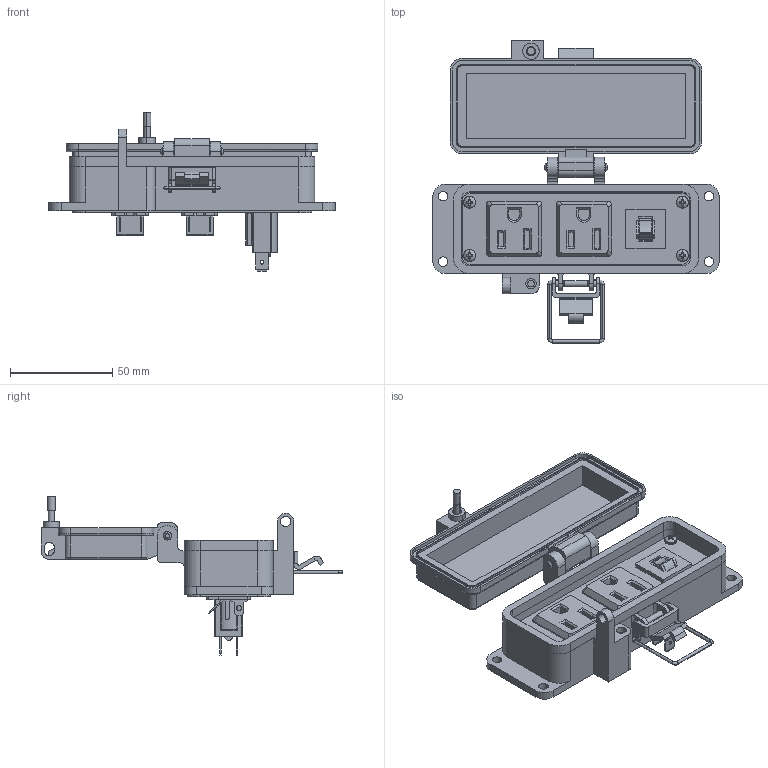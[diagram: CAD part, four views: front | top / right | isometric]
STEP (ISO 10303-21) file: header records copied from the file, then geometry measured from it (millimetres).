
FILE_DESCRIPTION (( 'STEP AP203' ), '1' );
FILE_NAME ('P-XX-H3RR5_3D.STEP', '2022-07-19T14:27:28', ( '' ), ( '' ), 'SwSTEP 2.0', 'SolidWorks 2021', '' );
FILE_SCHEMA (( 'CONFIG_CONTROL_DESIGN' ));
Length unit declared in the file: millimetre
Products named in the file (10): 92005A124_METRIC PAN HEAD PHILLIPS MACHINE SCREW_92005A124; Z-H-H3_B; -H3; Z-200-OTLT-R0SQ; P-XX-H3RR5_3D; Z-CB-SM; P-XX-H3RR5_FP060_1; R; P-XX-H3RR5_BP180_1; CBX
Assembly tree (13 placements, depth 3):
  P-XX-H3RR5_3D
    -H3
      Z-H-H3_B
    P-XX-H3RR5_BP180_1
    P-XX-H3RR5_FP060_1
    R  x2
      Z-200-OTLT-R0SQ
    CBX
      Z-CB-SM
    92005A124_METRIC PAN HEAD PHILLIPS MACHINE SCREW_92005A124  x4
Bounding box: 140 x 147.61 x 77.73 mm (x, y, z)
Volume: 115900.4 mm3; surface area: 85082.4 mm2
Topology: 17 solids, 17 shells, 1654 faces, 4652 edges, 3077 vertices
Faces by surface type: cylinder 857, plane 673, bspline 54, cone 46, torus 16, sphere 8
Entity records: 37091 total; most frequent: CARTESIAN_POINT 11377, ORIENTED_EDGE 5496, DIRECTION 4684, EDGE_CURVE 2748, VERTEX_POINT 1818, VECTOR 1742, LINE 1742, AXIS2_PLACEMENT_3D 1471
